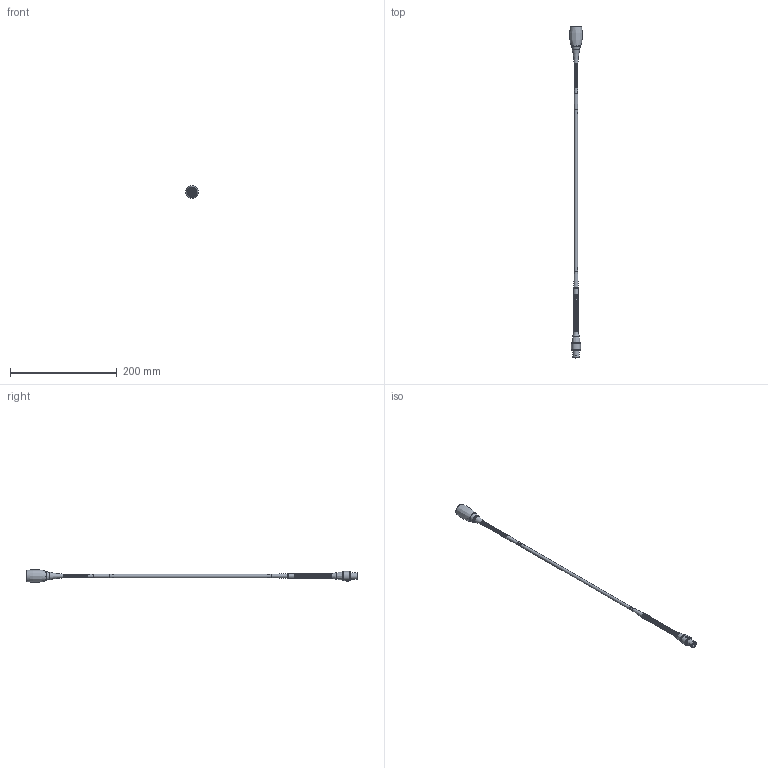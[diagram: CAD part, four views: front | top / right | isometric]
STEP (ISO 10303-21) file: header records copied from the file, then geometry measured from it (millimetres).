
FILE_DESCRIPTION(/* description */ (''),/* implementation_level */ '2;1');
FILE_NAME(/* name */ '020430_0.01.stp',/* time_stamp */ '2023-09-19T13:02:47+00:00',/* author */ (''),/* organization */ (''),/* preprocessor_version */ 'ST-DEVELOPER v18.1',/* originating_system */ 'SIEMENS PLM Software NX 2000',/* authorisation */ '');
FILE_SCHEMA (('AUTOMOTIVE_DESIGN { 1 0 10303 214 3 1 1 1 }'));
Products named in the file (15): 004537_0.01-004537; 004539_0.01-004539; 004318_0.01-13.99.0501; 004323_0.01-004323; 004544_0.01-004544; 004540_0.01-004540; 004330_0.02-13.99.0500; 004331_0.01-12.39.0500; 004333_0.01-13.99.0501; 007877_0.01-007877; 004314_0.01-004314; 004313_0.01-004313; 004311_0.01-004311; 004308_0.01-004308; 020430_0.01-71.98.0096
Assembly tree (14 placements, depth 2):
  020430_0.01-71.98.0096
    004308_0.01-004308
    004311_0.01-004311
    004313_0.01-004313
    004314_0.01-004314
    007877_0.01-007877
    004333_0.01-13.99.0501
    004331_0.01-12.39.0500
    004330_0.02-13.99.0500
    004540_0.01-004540
    004544_0.01-004544
    004323_0.01-004323
    004318_0.01-13.99.0501
    004539_0.01-004539
    004537_0.01-004537
Bounding box: 24.2 x 622.23 x 24.2 mm (x, y, z)
Volume: 31878.8 mm3; surface area: 37236.4 mm2
Topology: 14 solids, 19 shells, 1767 faces, 4819 edges, 3124 vertices
Faces by surface type: plane 1019, cylinder 590, revolution 57, cone 56, bspline 31, torus 14
Full cylindrical faces by diameter (mm): 1.5 x1, 2 x1, 2.1 x1, 2.2 x1, 3 x1, 3.8 x4, 4 x2, 4.2 x1, 4.459 x2, 4.9 x2, 4.92 x1, 5 x2, 5.05 x2, 6 x3, 7.3 x1, 8 x4, 9 x2, 9.3 x1, 10 x1, 10.1 x1, 10.3 x1, 10.4 x1, 10.6 x1, 10.9 x1, 11 x5, 11.3 x1, 11.8 x1, 12 x3, 12.5 x1, 13 x4
Entity records: 82629 total; most frequent: CARTESIAN_POINT 28221, ORIENTED_EDGE 9366, DIRECTION 7886, EDGE_CURVE 4683, VERTEX_POINT 3084, LINE 2739, VECTOR 2739, AXIS2_PLACEMENT_3D 2545
